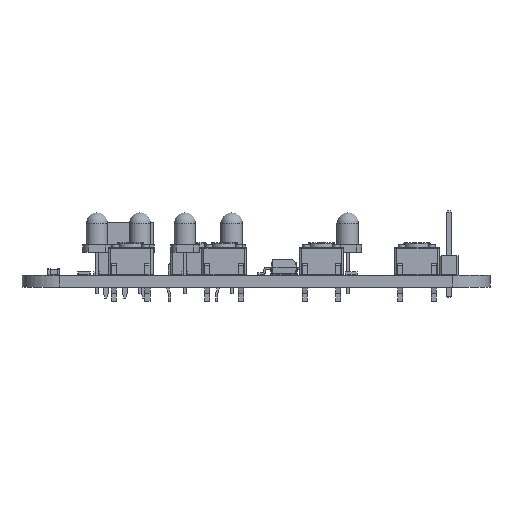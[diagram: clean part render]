
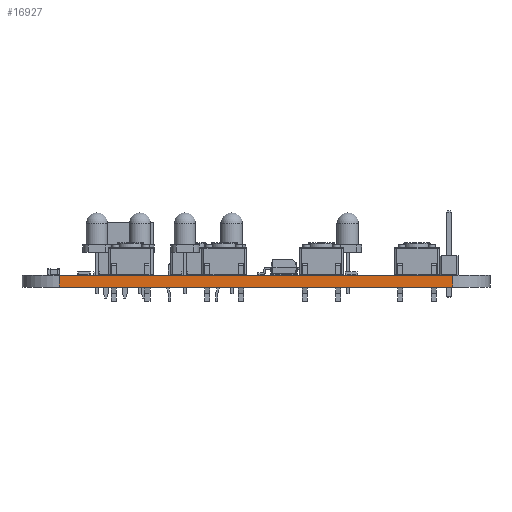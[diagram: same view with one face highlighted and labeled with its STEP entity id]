
A CAD part, left-side view. The second image highlights one B-rep face of the part: STEP entity #16927.
In plain terms, the highlighted planar face has unit normal (-1, 0, 0).
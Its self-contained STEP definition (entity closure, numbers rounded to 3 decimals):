
#15317 = VERTEX_POINT('',#15318);
#15318 = CARTESIAN_POINT('',(44.,-118.,0.));
#15325 = EDGE_CURVE('',#15317,#15326,#15328,.T.);
#15326 = VERTEX_POINT('',#15327);
#15327 = CARTESIAN_POINT('',(44.,-65.5,0.));
#15328 = LINE('',#15329,#15330);
#15329 = CARTESIAN_POINT('',(44.,-118.,0.));
#15330 = VECTOR('',#15331,1.);
#15331 = DIRECTION('',(0.,1.,0.));
#16117 = VERTEX_POINT('',#16118);
#16118 = CARTESIAN_POINT('',(44.,-118.,1.6));
#16125 = EDGE_CURVE('',#16117,#16126,#16128,.T.);
#16126 = VERTEX_POINT('',#16127);
#16127 = CARTESIAN_POINT('',(44.,-65.5,1.6));
#16128 = LINE('',#16129,#16130);
#16129 = CARTESIAN_POINT('',(44.,-118.,1.6));
#16130 = VECTOR('',#16131,1.);
#16131 = DIRECTION('',(0.,1.,0.));
#16897 = EDGE_CURVE('',#15326,#16126,#16898,.T.);
#16898 = LINE('',#16899,#16900);
#16899 = CARTESIAN_POINT('',(44.,-65.5,0.));
#16900 = VECTOR('',#16901,1.);
#16901 = DIRECTION('',(0.,0.,1.));
#16927 = ADVANCED_FACE('',(#16928),#16939,.T.);
#16928 = FACE_BOUND('',#16929,.T.);
#16929 = EDGE_LOOP('',(#16930,#16936,#16937,#16938));
#16930 = ORIENTED_EDGE('',*,*,#16931,.T.);
#16931 = EDGE_CURVE('',#15317,#16117,#16932,.T.);
#16932 = LINE('',#16933,#16934);
#16933 = CARTESIAN_POINT('',(44.,-118.,0.));
#16934 = VECTOR('',#16935,1.);
#16935 = DIRECTION('',(0.,0.,1.));
#16936 = ORIENTED_EDGE('',*,*,#16125,.T.);
#16937 = ORIENTED_EDGE('',*,*,#16897,.F.);
#16938 = ORIENTED_EDGE('',*,*,#15325,.F.);
#16939 = PLANE('',#16940);
#16940 = AXIS2_PLACEMENT_3D('',#16941,#16942,#16943);
#16941 = CARTESIAN_POINT('',(44.,-118.,0.));
#16942 = DIRECTION('',(-1.,0.,0.));
#16943 = DIRECTION('',(0.,1.,0.));
